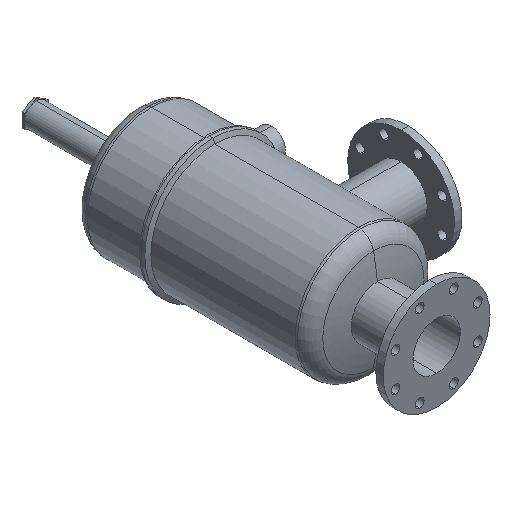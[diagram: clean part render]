
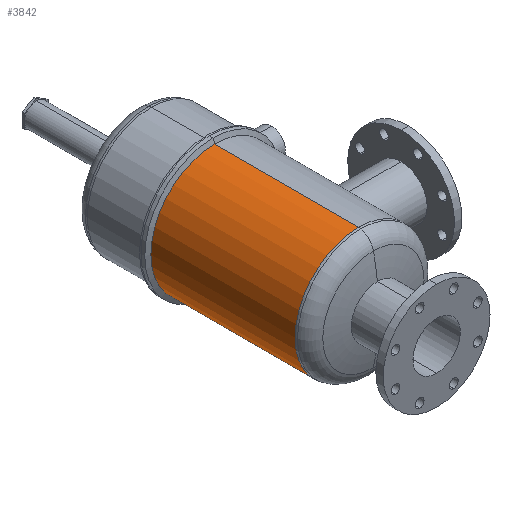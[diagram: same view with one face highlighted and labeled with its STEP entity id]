
A CAD part, isometric view. The second image highlights one B-rep face of the part: STEP entity #3842.
In plain terms, the highlighted cylindrical face has radius 136.525 mm (diameter 273.05 mm), a partial arc.
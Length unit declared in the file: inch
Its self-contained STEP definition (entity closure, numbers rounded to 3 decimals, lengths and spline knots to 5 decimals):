
#55 = ORIENTED_EDGE ( 'NONE', *, *, #4417, .T. ) ;
#96 = CARTESIAN_POINT ( 'NONE',  ( 0., 0., 0. ) ) ;
#448 = VECTOR ( 'NONE', #1005, 39.37008 ) ;
#780 = CIRCLE ( 'NONE', #979, 5.375 ) ;
#979 = AXIS2_PLACEMENT_3D ( 'NONE', #4646, #3453, #1976 ) ;
#1005 = DIRECTION ( 'NONE',  ( 0., -1., 0. ) ) ;
#1340 = VERTEX_POINT ( 'NONE', #4089 ) ;
#1356 = AXIS2_PLACEMENT_3D ( 'NONE', #96, #3922, #4728 ) ;
#1480 = AXIS2_PLACEMENT_3D ( 'NONE', #2891, #4408, #2145 ) ;
#1860 = EDGE_CURVE ( 'NONE', #1340, #3162, #2488, .T. ) ;
#1885 = ORIENTED_EDGE ( 'NONE', *, *, #2782, .T. ) ;
#1976 = DIRECTION ( 'NONE',  ( 0., 0., -1. ) ) ;
#2145 = DIRECTION ( 'NONE',  ( 0., 0., 1. ) ) ;
#2171 = ORIENTED_EDGE ( 'NONE', *, *, #1860, .T. ) ;
#2296 = EDGE_CURVE ( 'NONE', #4783, #3162, #2897, .T. ) ;
#2383 = ORIENTED_EDGE ( 'NONE', *, *, #2296, .F. ) ;
#2488 = CIRCLE ( 'NONE', #1480, 5.375 ) ;
#2589 = CYLINDRICAL_SURFACE ( 'NONE', #1356, 5.375 ) ;
#2782 = EDGE_CURVE ( 'NONE', #4104, #1340, #4171, .T. ) ;
#2891 = CARTESIAN_POINT ( 'NONE',  ( 0., 6.56149, 0. ) ) ;
#2897 = LINE ( 'NONE', #4861, #3633 ) ;
#3162 = VERTEX_POINT ( 'NONE', #4766 ) ;
#3206 = CARTESIAN_POINT ( 'NONE',  ( 0., 18.72134, 5.375 ) ) ;
#3342 = DIRECTION ( 'NONE',  ( 0., -1., 0. ) ) ;
#3453 = DIRECTION ( 'NONE',  ( 0., -1., 0. ) ) ;
#3633 = VECTOR ( 'NONE', #3342, 39.37008 ) ;
#3741 = FACE_OUTER_BOUND ( 'NONE', #4940, .T. ) ;
#3842 = ADVANCED_FACE ( 'NONE', ( #3741 ), #2589, .T. ) ;
#3922 = DIRECTION ( 'NONE',  ( 0., -1., 0. ) ) ;
#4089 = CARTESIAN_POINT ( 'NONE',  ( 0., 6.56149, -5.375 ) ) ;
#4104 = VERTEX_POINT ( 'NONE', #4600 ) ;
#4171 = LINE ( 'NONE', #4871, #448 ) ;
#4408 = DIRECTION ( 'NONE',  ( 0., 1., 0. ) ) ;
#4417 = EDGE_CURVE ( 'NONE', #4783, #4104, #780, .T. ) ;
#4600 = CARTESIAN_POINT ( 'NONE',  ( 0., 18.72134, -5.375 ) ) ;
#4646 = CARTESIAN_POINT ( 'NONE',  ( 0., 18.72134, 0. ) ) ;
#4728 = DIRECTION ( 'NONE',  ( 0., 0., -1. ) ) ;
#4766 = CARTESIAN_POINT ( 'NONE',  ( 0., 6.56149, 5.375 ) ) ;
#4783 = VERTEX_POINT ( 'NONE', #3206 ) ;
#4861 = CARTESIAN_POINT ( 'NONE',  ( 0., 0., 5.375 ) ) ;
#4871 = CARTESIAN_POINT ( 'NONE',  ( 0., 0., -5.375 ) ) ;
#4940 = EDGE_LOOP ( 'NONE', ( #2383, #55, #1885, #2171 ) ) ;
